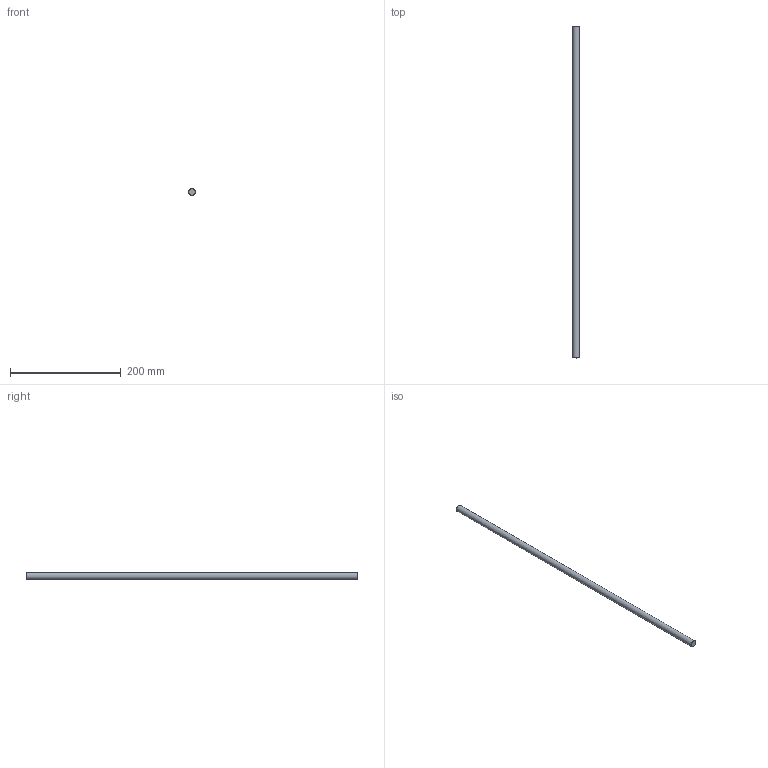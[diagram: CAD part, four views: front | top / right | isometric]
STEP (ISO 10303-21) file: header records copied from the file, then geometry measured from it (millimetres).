
FILE_DESCRIPTION(('STEP AP203'), '1');
FILE_NAME('àë_òðóáê', '', ('UNSPECIFIED'), ('UNSPECIFIED'), 'ASCON STEP Converter 1.6', 'ASCON Math Kernel', '');
FILE_SCHEMA(('CONFIG_CONTROL_DESIGN'));
Length unit declared in the file: millimetre
Bounding box: 12 x 600 x 12 mm (x, y, z)
Volume: 67858.4 mm3; surface area: 22845.7 mm2
Topology: 1 solids, 1 shells, 3 faces, 3 edges, 2 vertices
Faces by surface type: plane 2, cylinder 1
Full cylindrical faces by diameter (mm): 12 x1
Entity records: 131 total; most frequent: DIRECTION 14, CARTESIAN_POINT 9, AXIS2_PLACEMENT_3D 7, COLOUR_RGB 5, PRESENTATION_STYLE_ASSIGNMENT 5, FILL_AREA_STYLE_COLOUR 4, FILL_AREA_STYLE 4, SURFACE_STYLE_FILL_AREA 4
